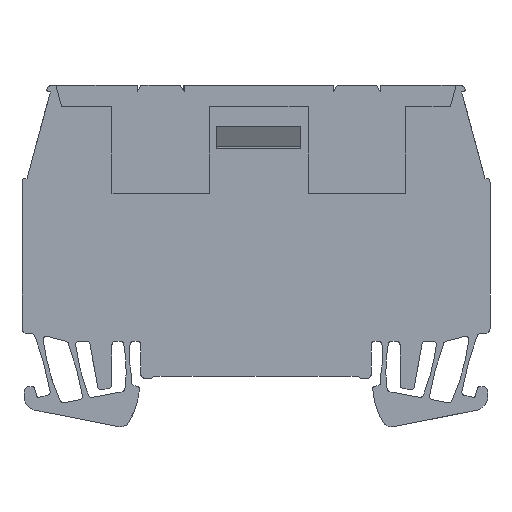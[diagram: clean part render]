
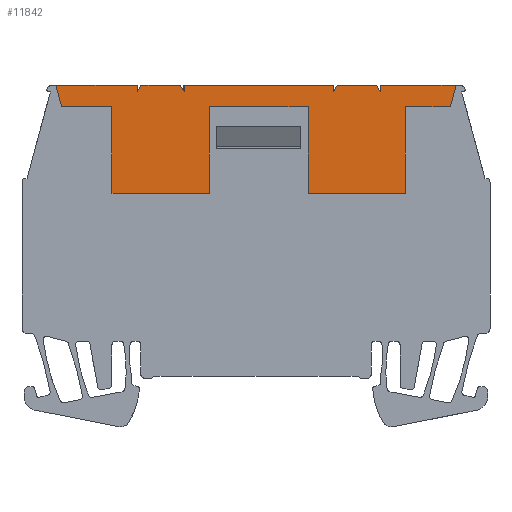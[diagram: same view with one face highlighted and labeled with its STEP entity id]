
A CAD part, left-side view. The second image highlights one B-rep face of the part: STEP entity #11842.
In plain terms, the highlighted planar face has unit normal (-1, 0, 0).
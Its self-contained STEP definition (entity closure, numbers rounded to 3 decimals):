
#11755=AXIS2_PLACEMENT_3D('Plane Axis2P3D',#11752,#11753,#11754) ;
#5237=CARTESIAN_POINT('Line Origine',(0.5,54.352,47.45)) ;
#5241=CARTESIAN_POINT('Vertex',(0.5,48.7,47.45)) ;
#5243=CARTESIAN_POINT('Vertex',(0.5,60.004,47.45)) ;
#9244=CARTESIAN_POINT('Line Origine',(0.5,9.673,47.45)) ;
#9248=CARTESIAN_POINT('Vertex',(0.5,4.396,47.45)) ;
#9250=CARTESIAN_POINT('Vertex',(0.5,14.95,47.45)) ;
#10099=CARTESIAN_POINT('Vertex',(0.5,42.2,46.55)) ;
#10102=CARTESIAN_POINT('Line Origine',(0.5,42.2,47.)) ;
#10106=CARTESIAN_POINT('Vertex',(0.5,42.2,47.45)) ;
#10261=CARTESIAN_POINT('Line Origine',(0.5,48.7,47.)) ;
#10265=CARTESIAN_POINT('Vertex',(0.5,48.7,46.55)) ;
#11408=CARTESIAN_POINT('Vertex',(0.5,5.2,44.45)) ;
#11411=CARTESIAN_POINT('Line Origine',(0.5,4.798,45.95)) ;
#11433=CARTESIAN_POINT('Vertex',(0.5,11.45,44.45)) ;
#11436=CARTESIAN_POINT('Line Origine',(0.5,8.325,44.45)) ;
#11454=CARTESIAN_POINT('Line Origine',(0.5,11.45,38.45)) ;
#11458=CARTESIAN_POINT('Vertex',(0.5,11.45,32.45)) ;
#11479=CARTESIAN_POINT('Line Origine',(0.5,18.2,32.45)) ;
#11483=CARTESIAN_POINT('Vertex',(0.5,24.95,32.45)) ;
#11504=CARTESIAN_POINT('Line Origine',(0.5,24.95,38.45)) ;
#11508=CARTESIAN_POINT('Vertex',(0.5,24.95,44.45)) ;
#11524=CARTESIAN_POINT('Line Origine',(0.5,31.825,44.45)) ;
#11528=CARTESIAN_POINT('Vertex',(0.5,38.7,44.45)) ;
#11549=CARTESIAN_POINT('Line Origine',(0.5,38.7,38.45)) ;
#11553=CARTESIAN_POINT('Vertex',(0.5,38.7,32.45)) ;
#11569=CARTESIAN_POINT('Line Origine',(0.5,45.45,32.45)) ;
#11573=CARTESIAN_POINT('Vertex',(0.5,52.2,32.45)) ;
#11594=CARTESIAN_POINT('Line Origine',(0.5,52.2,38.45)) ;
#11598=CARTESIAN_POINT('Vertex',(0.5,52.2,44.45)) ;
#11614=CARTESIAN_POINT('Line Origine',(0.5,55.7,44.45)) ;
#11618=CARTESIAN_POINT('Vertex',(0.5,59.2,44.45)) ;
#11639=CARTESIAN_POINT('Line Origine',(0.5,59.602,45.95)) ;
#11752=CARTESIAN_POINT('Axis2P3D Location',(0.5,32.2,12.95)) ;
#11757=CARTESIAN_POINT('Line Origine',(0.5,21.45,47.)) ;
#11761=CARTESIAN_POINT('Vertex',(0.5,21.45,46.55)) ;
#11763=CARTESIAN_POINT('Vertex',(0.5,21.45,47.45)) ;
#11766=CARTESIAN_POINT('Line Origine',(0.5,31.825,47.45)) ;
#11771=CARTESIAN_POINT('Line Origine',(0.5,42.46,47.)) ;
#11775=CARTESIAN_POINT('Vertex',(0.5,42.72,47.45)) ;
#11778=CARTESIAN_POINT('Line Origine',(0.5,45.45,47.45)) ;
#11782=CARTESIAN_POINT('Vertex',(0.5,48.18,47.45)) ;
#11785=CARTESIAN_POINT('Line Origine',(0.5,48.44,47.)) ;
#11790=CARTESIAN_POINT('Line Origine',(0.5,14.95,47.)) ;
#11794=CARTESIAN_POINT('Vertex',(0.5,14.95,46.55)) ;
#11797=CARTESIAN_POINT('Line Origine',(0.5,15.21,47.)) ;
#11801=CARTESIAN_POINT('Vertex',(0.5,15.47,47.45)) ;
#11804=CARTESIAN_POINT('Line Origine',(0.5,18.2,47.45)) ;
#11808=CARTESIAN_POINT('Vertex',(0.5,20.93,47.45)) ;
#11811=CARTESIAN_POINT('Line Origine',(0.5,21.19,47.)) ;
#5238=DIRECTION('Vector Direction',(0.,1.,0.)) ;
#9245=DIRECTION('Vector Direction',(0.,1.,0.)) ;
#10103=DIRECTION('Vector Direction',(0.,0.,-1.)) ;
#10262=DIRECTION('Vector Direction',(0.,0.,-1.)) ;
#11412=DIRECTION('Vector Direction',(0.,-0.259,0.966)) ;
#11437=DIRECTION('Vector Direction',(0.,-1.,0.)) ;
#11455=DIRECTION('Vector Direction',(0.,0.,-1.)) ;
#11480=DIRECTION('Vector Direction',(0.,-1.,0.)) ;
#11505=DIRECTION('Vector Direction',(0.,0.,-1.)) ;
#11525=DIRECTION('Vector Direction',(0.,-1.,0.)) ;
#11550=DIRECTION('Vector Direction',(0.,0.,-1.)) ;
#11570=DIRECTION('Vector Direction',(0.,-1.,0.)) ;
#11595=DIRECTION('Vector Direction',(0.,0.,-1.)) ;
#11615=DIRECTION('Vector Direction',(0.,-1.,0.)) ;
#11640=DIRECTION('Vector Direction',(0.,0.259,0.966)) ;
#11753=DIRECTION('Axis2P3D Direction',(-1.,0.,0.)) ;
#11754=DIRECTION('Axis2P3D XDirection',(0.,0.,-1.)) ;
#11758=DIRECTION('Vector Direction',(0.,0.,-1.)) ;
#11767=DIRECTION('Vector Direction',(0.,1.,0.)) ;
#11772=DIRECTION('Vector Direction',(0.,-0.5,-0.866)) ;
#11779=DIRECTION('Vector Direction',(0.,1.,0.)) ;
#11786=DIRECTION('Vector Direction',(0.,0.5,-0.866)) ;
#11791=DIRECTION('Vector Direction',(0.,0.,-1.)) ;
#11798=DIRECTION('Vector Direction',(0.,-0.5,-0.866)) ;
#11805=DIRECTION('Vector Direction',(0.,1.,0.)) ;
#11812=DIRECTION('Vector Direction',(0.,0.5,-0.866)) ;
#5239=VECTOR('Line Direction',#5238,1.) ;
#9246=VECTOR('Line Direction',#9245,1.) ;
#10104=VECTOR('Line Direction',#10103,1.) ;
#10263=VECTOR('Line Direction',#10262,1.) ;
#11413=VECTOR('Line Direction',#11412,1.) ;
#11438=VECTOR('Line Direction',#11437,1.) ;
#11456=VECTOR('Line Direction',#11455,1.) ;
#11481=VECTOR('Line Direction',#11480,1.) ;
#11506=VECTOR('Line Direction',#11505,1.) ;
#11526=VECTOR('Line Direction',#11525,1.) ;
#11551=VECTOR('Line Direction',#11550,1.) ;
#11571=VECTOR('Line Direction',#11570,1.) ;
#11596=VECTOR('Line Direction',#11595,1.) ;
#11616=VECTOR('Line Direction',#11615,1.) ;
#11641=VECTOR('Line Direction',#11640,1.) ;
#11759=VECTOR('Line Direction',#11758,1.) ;
#11768=VECTOR('Line Direction',#11767,1.) ;
#11773=VECTOR('Line Direction',#11772,1.) ;
#11780=VECTOR('Line Direction',#11779,1.) ;
#11787=VECTOR('Line Direction',#11786,1.) ;
#11792=VECTOR('Line Direction',#11791,1.) ;
#11799=VECTOR('Line Direction',#11798,1.) ;
#11806=VECTOR('Line Direction',#11805,1.) ;
#11813=VECTOR('Line Direction',#11812,1.) ;
#11817=ORIENTED_EDGE('',*,*,#11765,.T.) ;
#11818=ORIENTED_EDGE('',*,*,#11770,.T.) ;
#11819=ORIENTED_EDGE('',*,*,#10108,.T.) ;
#11820=ORIENTED_EDGE('',*,*,#11777,.T.) ;
#11821=ORIENTED_EDGE('',*,*,#11784,.T.) ;
#11822=ORIENTED_EDGE('',*,*,#11789,.T.) ;
#11823=ORIENTED_EDGE('',*,*,#10267,.T.) ;
#11824=ORIENTED_EDGE('',*,*,#5245,.T.) ;
#11825=ORIENTED_EDGE('',*,*,#11643,.T.) ;
#11826=ORIENTED_EDGE('',*,*,#11620,.T.) ;
#11827=ORIENTED_EDGE('',*,*,#11600,.T.) ;
#11828=ORIENTED_EDGE('',*,*,#11575,.T.) ;
#11829=ORIENTED_EDGE('',*,*,#11555,.T.) ;
#11830=ORIENTED_EDGE('',*,*,#11530,.T.) ;
#11831=ORIENTED_EDGE('',*,*,#11510,.T.) ;
#11832=ORIENTED_EDGE('',*,*,#11485,.T.) ;
#11833=ORIENTED_EDGE('',*,*,#11460,.T.) ;
#11834=ORIENTED_EDGE('',*,*,#11440,.T.) ;
#11835=ORIENTED_EDGE('',*,*,#11415,.T.) ;
#11836=ORIENTED_EDGE('',*,*,#9252,.T.) ;
#11837=ORIENTED_EDGE('',*,*,#11796,.T.) ;
#11838=ORIENTED_EDGE('',*,*,#11803,.T.) ;
#11839=ORIENTED_EDGE('',*,*,#11810,.T.) ;
#11840=ORIENTED_EDGE('',*,*,#11815,.T.) ;
#11842=ADVANCED_FACE('KLTR',(#11841),#11756,.T.) ;
#5245=EDGE_CURVE('',#5242,#5244,#5240,.T.) ;
#9252=EDGE_CURVE('',#9249,#9251,#9247,.T.) ;
#10108=EDGE_CURVE('',#10107,#10100,#10105,.T.) ;
#10267=EDGE_CURVE('',#10266,#5242,#10264,.F.) ;
#11415=EDGE_CURVE('',#11409,#9249,#11414,.T.) ;
#11440=EDGE_CURVE('',#11434,#11409,#11439,.T.) ;
#11460=EDGE_CURVE('',#11459,#11434,#11457,.F.) ;
#11485=EDGE_CURVE('',#11484,#11459,#11482,.T.) ;
#11510=EDGE_CURVE('',#11509,#11484,#11507,.T.) ;
#11530=EDGE_CURVE('',#11529,#11509,#11527,.T.) ;
#11555=EDGE_CURVE('',#11554,#11529,#11552,.F.) ;
#11575=EDGE_CURVE('',#11574,#11554,#11572,.T.) ;
#11600=EDGE_CURVE('',#11599,#11574,#11597,.T.) ;
#11620=EDGE_CURVE('',#11619,#11599,#11617,.T.) ;
#11643=EDGE_CURVE('',#5244,#11619,#11642,.F.) ;
#11765=EDGE_CURVE('',#11762,#11764,#11760,.F.) ;
#11770=EDGE_CURVE('',#11764,#10107,#11769,.T.) ;
#11777=EDGE_CURVE('',#10100,#11776,#11774,.F.) ;
#11784=EDGE_CURVE('',#11776,#11783,#11781,.T.) ;
#11789=EDGE_CURVE('',#11783,#10266,#11788,.T.) ;
#11796=EDGE_CURVE('',#9251,#11795,#11793,.T.) ;
#11803=EDGE_CURVE('',#11795,#11802,#11800,.F.) ;
#11810=EDGE_CURVE('',#11802,#11809,#11807,.T.) ;
#11815=EDGE_CURVE('',#11809,#11762,#11814,.T.) ;
#11816=EDGE_LOOP('',(#11817,#11818,#11819,#11820,#11821,#11822,#11823,#11824,#11825,#11826,#11827,#11828,#11829,#11830,#11831,#11832,#11833,#11834,#11835,#11836,#11837,#11838,#11839,#11840)) ;
#11841=FACE_OUTER_BOUND('',#11816,.T.) ;
#5240=LINE('Line',#5237,#5239) ;
#9247=LINE('Line',#9244,#9246) ;
#10105=LINE('Line',#10102,#10104) ;
#10264=LINE('Line',#10261,#10263) ;
#11414=LINE('Line',#11411,#11413) ;
#11439=LINE('Line',#11436,#11438) ;
#11457=LINE('Line',#11454,#11456) ;
#11482=LINE('Line',#11479,#11481) ;
#11507=LINE('Line',#11504,#11506) ;
#11527=LINE('Line',#11524,#11526) ;
#11552=LINE('Line',#11549,#11551) ;
#11572=LINE('Line',#11569,#11571) ;
#11597=LINE('Line',#11594,#11596) ;
#11617=LINE('Line',#11614,#11616) ;
#11642=LINE('Line',#11639,#11641) ;
#11760=LINE('Line',#11757,#11759) ;
#11769=LINE('Line',#11766,#11768) ;
#11774=LINE('Line',#11771,#11773) ;
#11781=LINE('Line',#11778,#11780) ;
#11788=LINE('Line',#11785,#11787) ;
#11793=LINE('Line',#11790,#11792) ;
#11800=LINE('Line',#11797,#11799) ;
#11807=LINE('Line',#11804,#11806) ;
#11814=LINE('Line',#11811,#11813) ;
#11756=PLANE('',#11755) ;
#5242=VERTEX_POINT('',#5241) ;
#5244=VERTEX_POINT('',#5243) ;
#9249=VERTEX_POINT('',#9248) ;
#9251=VERTEX_POINT('',#9250) ;
#10100=VERTEX_POINT('',#10099) ;
#10107=VERTEX_POINT('',#10106) ;
#10266=VERTEX_POINT('',#10265) ;
#11409=VERTEX_POINT('',#11408) ;
#11434=VERTEX_POINT('',#11433) ;
#11459=VERTEX_POINT('',#11458) ;
#11484=VERTEX_POINT('',#11483) ;
#11509=VERTEX_POINT('',#11508) ;
#11529=VERTEX_POINT('',#11528) ;
#11554=VERTEX_POINT('',#11553) ;
#11574=VERTEX_POINT('',#11573) ;
#11599=VERTEX_POINT('',#11598) ;
#11619=VERTEX_POINT('',#11618) ;
#11762=VERTEX_POINT('',#11761) ;
#11764=VERTEX_POINT('',#11763) ;
#11776=VERTEX_POINT('',#11775) ;
#11783=VERTEX_POINT('',#11782) ;
#11795=VERTEX_POINT('',#11794) ;
#11802=VERTEX_POINT('',#11801) ;
#11809=VERTEX_POINT('',#11808) ;
